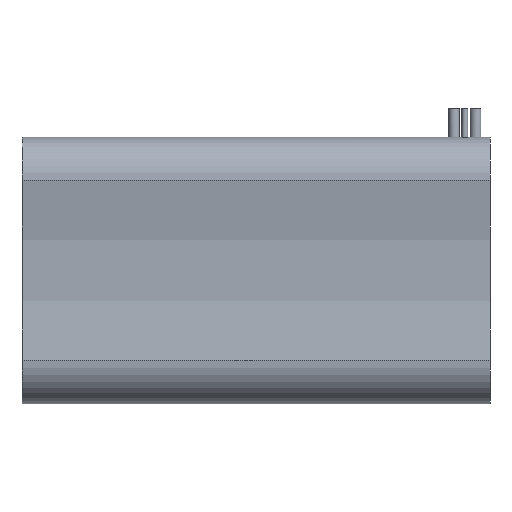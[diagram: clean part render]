
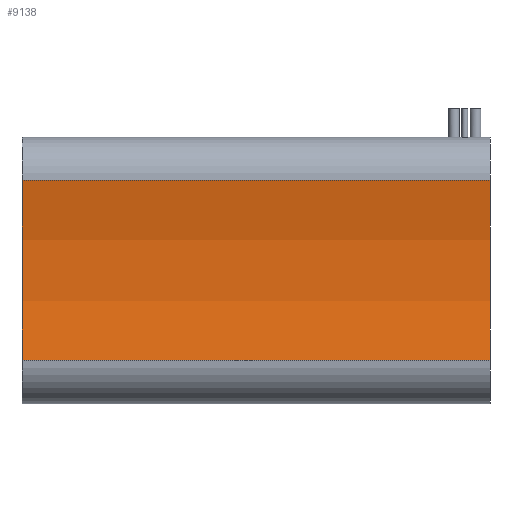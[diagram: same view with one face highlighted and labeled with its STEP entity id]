
A CAD part, front view. The second image highlights one B-rep face of the part: STEP entity #9138.
In plain terms, the highlighted cylindrical face has radius 57.15 mm (diameter 114.3 mm), a partial arc.
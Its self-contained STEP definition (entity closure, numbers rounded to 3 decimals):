
#33=CYLINDRICAL_SURFACE('',#9587,57.15);
#748=CIRCLE('',#9588,57.15);
#749=CIRCLE('',#9589,57.15);
#1221=FACE_OUTER_BOUND('',#1742,.T.);
#1742=EDGE_LOOP('',(#7898,#7899,#7900,#7901));
#2503=LINE('',#18877,#3256);
#2504=LINE('',#18883,#3257);
#3256=VECTOR('',#11197,10.);
#3257=VECTOR('',#11204,10.);
#4128=VERTEX_POINT('',#18873);
#4129=VERTEX_POINT('',#18875);
#4130=VERTEX_POINT('',#18879);
#4131=VERTEX_POINT('',#18881);
#5391=EDGE_CURVE('',#4128,#4129,#2503,.T.);
#5392=EDGE_CURVE('',#4128,#4130,#748,.T.);
#5393=EDGE_CURVE('',#4131,#4129,#749,.T.);
#5394=EDGE_CURVE('',#4130,#4131,#2504,.T.);
#7898=ORIENTED_EDGE('',*,*,#5392,.F.);
#7899=ORIENTED_EDGE('',*,*,#5391,.T.);
#7900=ORIENTED_EDGE('',*,*,#5393,.F.);
#7901=ORIENTED_EDGE('',*,*,#5394,.F.);
#9138=ADVANCED_FACE('',(#1221),#33,.F.);
#9587=AXIS2_PLACEMENT_3D('',#18878,#11198,#11199);
#9588=AXIS2_PLACEMENT_3D('',#18880,#11200,#11201);
#9589=AXIS2_PLACEMENT_3D('',#18882,#11202,#11203);
#11197=DIRECTION('',(1.,0.,0.));
#11198=DIRECTION('center_axis',(1.,0.,0.));
#11199=DIRECTION('ref_axis',(0.,0.976,-0.219));
#11200=DIRECTION('center_axis',(1.,0.,0.));
#11201=DIRECTION('ref_axis',(0.,0.976,-0.219));
#11202=DIRECTION('center_axis',(-1.,0.,0.));
#11203=DIRECTION('ref_axis',(0.,0.976,-0.219));
#11204=DIRECTION('',(1.,0.,0.));
#18873=CARTESIAN_POINT('',(0.,-6.,-25.));
#18875=CARTESIAN_POINT('',(65.,-6.,-25.));
#18877=CARTESIAN_POINT('',(0.,-6.,-25.));
#18878=CARTESIAN_POINT('Origin',(0.,-61.766,-12.5));
#18879=CARTESIAN_POINT('',(0.,-6.,0.));
#18880=CARTESIAN_POINT('Origin',(0.,-61.766,-12.5));
#18881=CARTESIAN_POINT('',(65.,-6.,0.));
#18882=CARTESIAN_POINT('Origin',(65.,-61.766,-12.5));
#18883=CARTESIAN_POINT('',(0.,-6.,0.));
